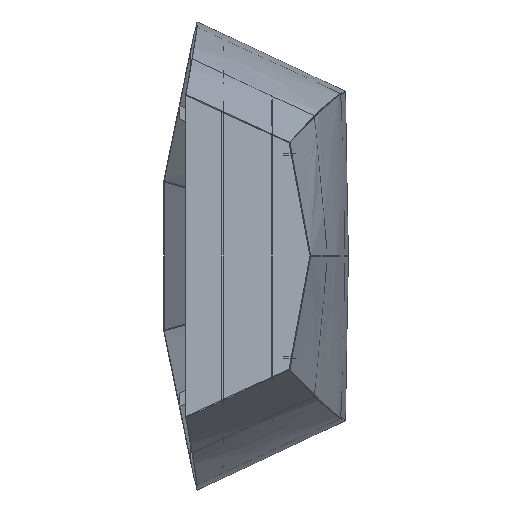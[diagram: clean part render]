
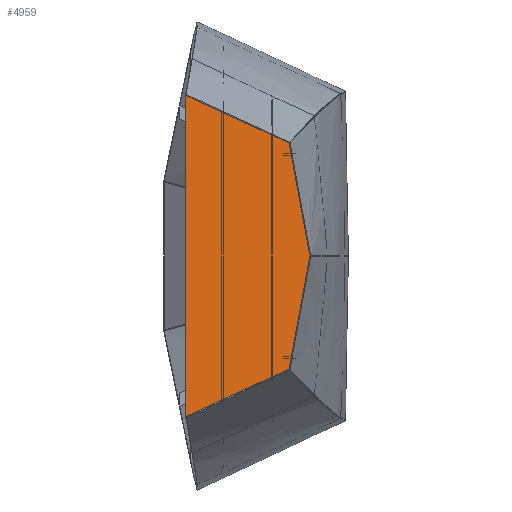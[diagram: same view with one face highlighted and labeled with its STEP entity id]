
A CAD part, left-side view. The second image highlights one B-rep face of the part: STEP entity #4959.
In plain terms, the highlighted free-form (B-spline) face has degree [1, 1] with [2, 2] control points.
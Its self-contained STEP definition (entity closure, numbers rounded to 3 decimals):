
#4811 = VERTEX_POINT('',#4812);
#4812 = CARTESIAN_POINT('',(34.91,218.16,
    434.215));
#4819 = EDGE_CURVE('',#4820,#4811,#4822,.T.);
#4820 = VERTEX_POINT('',#4821);
#4821 = CARTESIAN_POINT('',(42.541,138.777,
    0.));
#4822 = B_SPLINE_CURVE_WITH_KNOTS('',1,(#4823,#4824),.UNSPECIFIED.,.F.,
  .F.,(2,2),(-196.286,196.286),.PIECEWISE_BEZIER_KNOTS.);
#4823 = CARTESIAN_POINT('',(42.541,138.777,0.));
#4824 = CARTESIAN_POINT('',(34.91,218.16,
    434.215));
#4847 = EDGE_CURVE('',#4820,#4848,#4850,.T.);
#4848 = VERTEX_POINT('',#4849);
#4849 = CARTESIAN_POINT('',(34.91,218.16,
    -434.215));
#4850 = B_SPLINE_CURVE_WITH_KNOTS('',1,(#4851,#4852),.UNSPECIFIED.,.F.,
  .F.,(2,2),(-196.286,196.286),.PIECEWISE_BEZIER_KNOTS.);
#4851 = CARTESIAN_POINT('',(42.541,138.777,
    0.));
#4852 = CARTESIAN_POINT('',(34.91,218.16,
    -434.215));
#4875 = EDGE_CURVE('',#4876,#4848,#4878,.T.);
#4876 = VERTEX_POINT('',#4877);
#4877 = CARTESIAN_POINT('',(-3.358,616.235,
    -618.099));
#4878 = B_SPLINE_CURVE_WITH_KNOTS('',1,(#4879,#4880),.UNSPECIFIED.,.F.,
  .F.,(2,2),(-195.701,195.701),.PIECEWISE_BEZIER_KNOTS.);
#4879 = CARTESIAN_POINT('',(-3.358,616.235,
    -618.099));
#4880 = CARTESIAN_POINT('',(34.91,218.16,
    -434.215));
#4903 = EDGE_CURVE('',#4876,#4904,#4906,.T.);
#4904 = VERTEX_POINT('',#4905);
#4905 = CARTESIAN_POINT('',(-3.358,616.235,
    618.099));
#4906 = B_SPLINE_CURVE_WITH_KNOTS('',1,(#4907,#4908),.UNSPECIFIED.,.F.,
  .F.,(2,2),(-549.628,549.628),.PIECEWISE_BEZIER_KNOTS.);
#4907 = CARTESIAN_POINT('',(-3.358,616.235,
    -618.099));
#4908 = CARTESIAN_POINT('',(-3.358,616.235,
    618.099));
#4930 = EDGE_CURVE('',#4904,#4811,#4931,.T.);
#4931 = B_SPLINE_CURVE_WITH_KNOTS('',1,(#4932,#4933),.UNSPECIFIED.,.F.,
  .F.,(2,2),(-195.701,195.701),.PIECEWISE_BEZIER_KNOTS.);
#4932 = CARTESIAN_POINT('',(-3.358,616.235,
    618.099));
#4933 = CARTESIAN_POINT('',(34.91,218.16,
    434.215));
#4959 = ADVANCED_FACE('',(#4960),#4967,.F.);
#4960 = FACE_BOUND('',#4961,.T.);
#4961 = EDGE_LOOP('',(#4962,#4963,#4964,#4965,#4966));
#4962 = ORIENTED_EDGE('',*,*,#4903,.F.);
#4963 = ORIENTED_EDGE('',*,*,#4875,.T.);
#4964 = ORIENTED_EDGE('',*,*,#4847,.F.);
#4965 = ORIENTED_EDGE('',*,*,#4819,.T.);
#4966 = ORIENTED_EDGE('',*,*,#4930,.F.);
#4967 = B_SPLINE_SURFACE_WITH_KNOTS('',1,1,(
    (#4968,#4969)
    ,(#4970,#4971
    )),.UNSPECIFIED.,.F.,.F.,.F.,(2,2),(2,2),(119.218,
    545.742),(-549.628,549.628),
  .PIECEWISE_BEZIER_KNOTS.);
#4968 = CARTESIAN_POINT('',(42.541,138.777,
    -618.099));
#4969 = CARTESIAN_POINT('',(42.541,138.777,
    618.099));
#4970 = CARTESIAN_POINT('',(-3.358,616.235,
    -618.099));
#4971 = CARTESIAN_POINT('',(-3.358,616.235,
    618.099));
